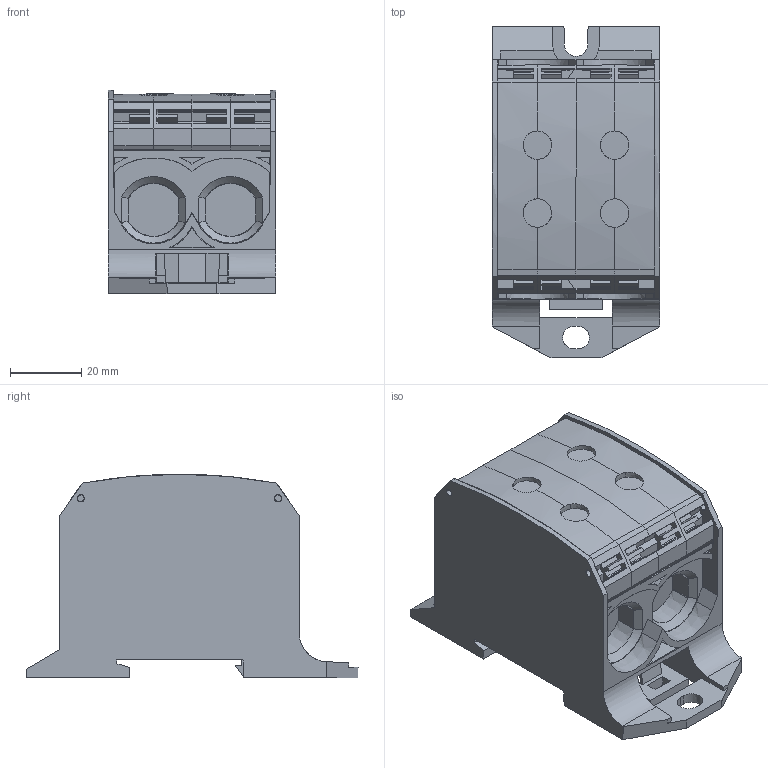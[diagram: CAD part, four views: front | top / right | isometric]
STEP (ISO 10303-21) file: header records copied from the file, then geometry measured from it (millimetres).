
FILE_DESCRIPTION(('CATIA V5 STEP Exchange','CAx-IF Rec.Pracs.--- Model Styling and Organization---1.5--- 2016-08-15','CAx-IF Rec.Pracs.---Supplemental Geometry---1.0---2011-11-01','CAx-IF Rec.Pracs.--- Composite Materials ---1.1---2010-07-15'),'2;1');
FILE_NAME ('D1462989_1', '2025-09-22T08:42:21+00:00', ('none'), ('Weidmueller'), 'CATIA Version 5-6 Release 2024 SP4', 'CATIA V5 STEP AP214 v3', 'none');
FILE_SCHEMA(('AUTOMOTIVE_DESIGN { 1 0 10303 214 1 1 1 1 }'));
Length unit declared in the file: millimetre
Products named in the file (1): 2502740000_WPD_231_2x95-2x95_BK
Bounding box: 47 x 92.97 x 57 mm (x, y, z)
Volume: 140773.8 mm3; surface area: 37390.6 mm2
Topology: 2 solids, 2 shells, 566 faces, 1646 edges, 1076 vertices
Faces by surface type: plane 437, cone 107, cylinder 18, bspline 4
Entity records: 18861 total; most frequent: CARTESIAN_POINT 5035, ORIENTED_EDGE 3292, DIRECTION 2171, EDGE_CURVE 1646, VECTOR 1236, LINE 1236, VERTEX_POINT 1076, EDGE_LOOP 600
